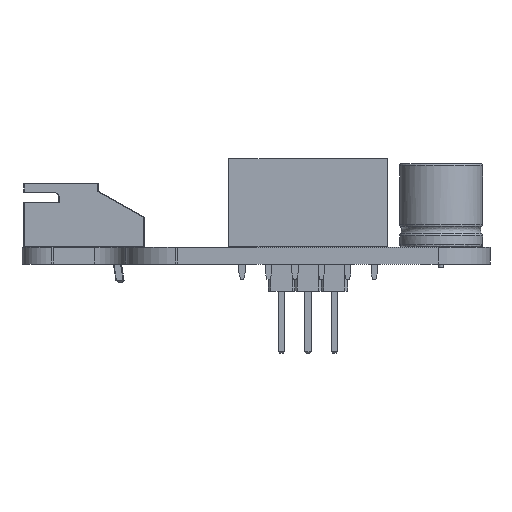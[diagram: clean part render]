
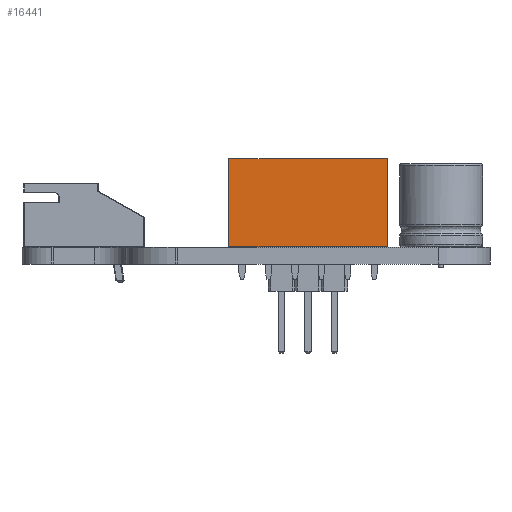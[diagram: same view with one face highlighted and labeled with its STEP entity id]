
A CAD part, left-side view. The second image highlights one B-rep face of the part: STEP entity #16441.
In plain terms, the highlighted planar face has unit normal (-1, 0, 0).
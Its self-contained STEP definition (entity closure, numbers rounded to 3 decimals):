
#15618 = VERTEX_POINT('',#15619);
#15619 = CARTESIAN_POINT('',(-1.27,-13.97,0.));
#15627 = EDGE_CURVE('',#15618,#15628,#15630,.T.);
#15628 = VERTEX_POINT('',#15629);
#15629 = CARTESIAN_POINT('',(-1.27,-13.97,8.5));
#15630 = LINE('',#15631,#15632);
#15631 = CARTESIAN_POINT('',(-1.27,-13.97,0.));
#15632 = VECTOR('',#15633,1.);
#15633 = DIRECTION('',(0.,0.,1.));
#15690 = VERTEX_POINT('',#15691);
#15691 = CARTESIAN_POINT('',(-1.27,1.27,8.5));
#15697 = EDGE_CURVE('',#15698,#15690,#15700,.T.);
#15698 = VERTEX_POINT('',#15699);
#15699 = CARTESIAN_POINT('',(-1.27,1.27,0.));
#15700 = LINE('',#15701,#15702);
#15701 = CARTESIAN_POINT('',(-1.27,1.27,0.));
#15702 = VECTOR('',#15703,1.);
#15703 = DIRECTION('',(0.,0.,1.));
#15762 = EDGE_CURVE('',#15690,#15628,#15763,.T.);
#15763 = LINE('',#15764,#15765);
#15764 = CARTESIAN_POINT('',(-1.27,1.27,8.5));
#15765 = VECTOR('',#15766,1.);
#15766 = DIRECTION('',(0.,-1.,0.));
#15989 = EDGE_CURVE('',#15698,#15618,#15990,.T.);
#15990 = LINE('',#15991,#15992);
#15991 = CARTESIAN_POINT('',(-1.27,1.27,0.));
#15992 = VECTOR('',#15993,1.);
#15993 = DIRECTION('',(0.,-1.,0.));
#16441 = ADVANCED_FACE('',(#16442),#16448,.F.);
#16442 = FACE_BOUND('',#16443,.F.);
#16443 = EDGE_LOOP('',(#16444,#16445,#16446,#16447));
#16444 = ORIENTED_EDGE('',*,*,#15697,.T.);
#16445 = ORIENTED_EDGE('',*,*,#15762,.T.);
#16446 = ORIENTED_EDGE('',*,*,#15627,.F.);
#16447 = ORIENTED_EDGE('',*,*,#15989,.F.);
#16448 = PLANE('',#16449);
#16449 = AXIS2_PLACEMENT_3D('',#16450,#16451,#16452);
#16450 = CARTESIAN_POINT('',(-1.27,1.27,0.));
#16451 = DIRECTION('',(1.,0.,0.));
#16452 = DIRECTION('',(0.,-1.,0.));
